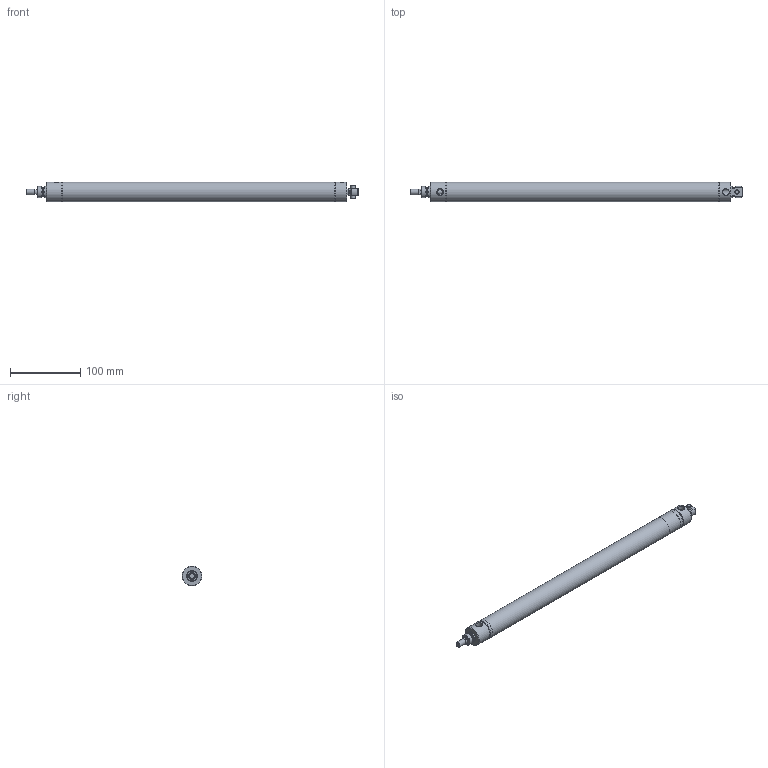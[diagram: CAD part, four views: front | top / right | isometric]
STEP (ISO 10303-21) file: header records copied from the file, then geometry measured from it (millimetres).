
FILE_DESCRIPTION( ( 'STEP AP203' ), '1' );
FILE_NAME( 'SR-0914-DP_2_03.stp', ' ', ( ' ' ), ( ' ' ), 'PSStep 15.0.47', 'PARTsolutions', ' ' );
FILE_SCHEMA( ( 'CONFIG_CONTROL_DESIGN' ) );
Length unit declared in the file: inch
Products named in the file (7): SR-0914-DP; _SR-0914-DPSR0000_0_dummy; _09R000-0_rod_guide; _09R-15.31350SR; _09P0000_rear_head; _D-51; _SR-0914-DP0_rod
Assembly tree (6 placements, depth 2):
  SR-0914-DP
    _SR-0914-DPSR0000_0_dummy
    _09R000-0_rod_guide
    _09R-15.31350SR
    _09P0000_rear_head
    _D-51
    _SR-0914-DP0_rod
Bounding box: 472.97 x 28.27 x 28.27 mm (x, y, z)
Volume: 81946.8 mm3; surface area: 92638.2 mm2
Topology: 5 solids, 5 shells, 102 faces, 218 edges, 134 vertices
Faces by surface type: cone 34, cylinder 31, plane 25, torus 12
Full cylindrical faces by diameter (mm): 6.35 x1, 6.401 x1, 7.925 x1, 7.938 x1, 8.026 x1, 9.246 x1, 9.525 x1, 13.678 x1, 15.812 x1, 15.875 x1, 25.692 x4, 27.114 x1, 27.216 x3, 28.219 x2, 28.27 x3
Entity records: 2976 total; most frequent: CARTESIAN_POINT 790, DIRECTION 438, ORIENTED_EDGE 302, AXIS2_PLACEMENT_3D 205, EDGE_LOOP 178, EDGE_CURVE 151, FACE_OUTER_BOUND 133, VERTEX_POINT 126
